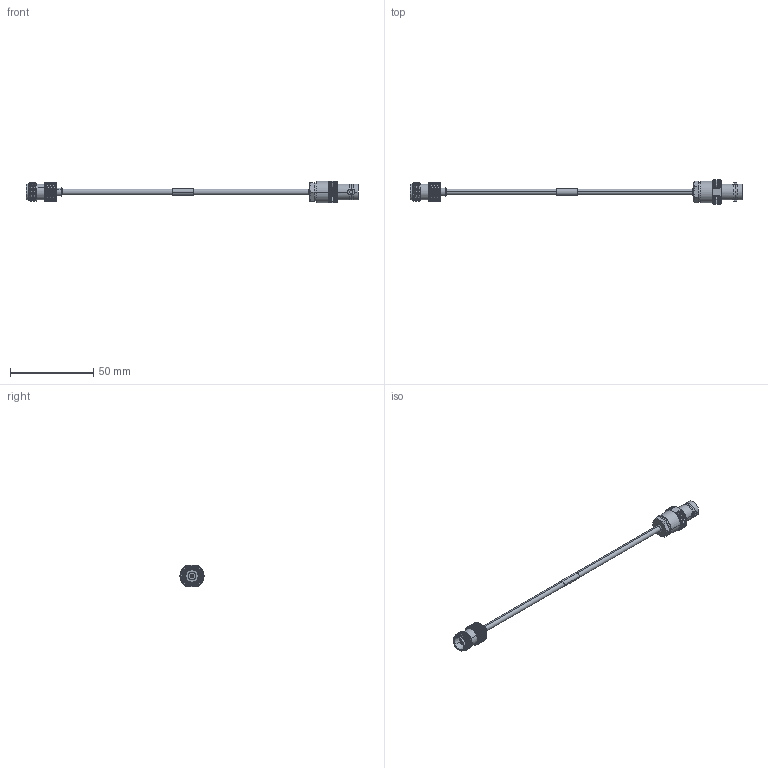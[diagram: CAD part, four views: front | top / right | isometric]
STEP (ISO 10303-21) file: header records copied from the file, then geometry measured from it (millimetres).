
FILE_DESCRIPTION (( 'STEP AP214' ), '1' );
FILE_NAME ('LCCA30463.step', '2020-05-02T09:21:00', ( '' ), ( '' ), 'SwSTEP 2.0', 'SolidWorks 2018', '' );
FILE_SCHEMA (( 'AUTOMOTIVE_DESIGN' ));
Length unit declared in the file: inch
Products named in the file (7): LCCA30463; solder plug right^LCCA30463; solder plug left^LCCA30463; 1AW01-003_.152 ID; LCCN3040; LCCN3067; LC141TB (141 FORMABLE)
Assembly tree (6 placements, depth 2):
  LCCA30463
    LC141TB (141 FORMABLE)
    LCCN3067
    solder plug left^LCCA30463
    1AW01-003_.152 ID
    LCCN3040
    solder plug right^LCCA30463
Bounding box: 199.62 x 14.48 x 12.95 mm (x, y, z)
Volume: 5400.9 mm3; surface area: 5348.5 mm2
Topology: 7 solids, 7 shells, 2091 faces, 4517 edges, 2451 vertices
Faces by surface type: bspline 1283, cylinder 441, plane 205, cone 154, sphere 4, torus 4
Entity records: 72720 total; most frequent: CARTESIAN_POINT 41620, ORIENTED_EDGE 9034, EDGE_CURVE 4517, DIRECTION 3076, VERTEX_POINT 2451, EDGE_LOOP 2108, FACE_OUTER_BOUND 2091, ADVANCED_FACE 2091
